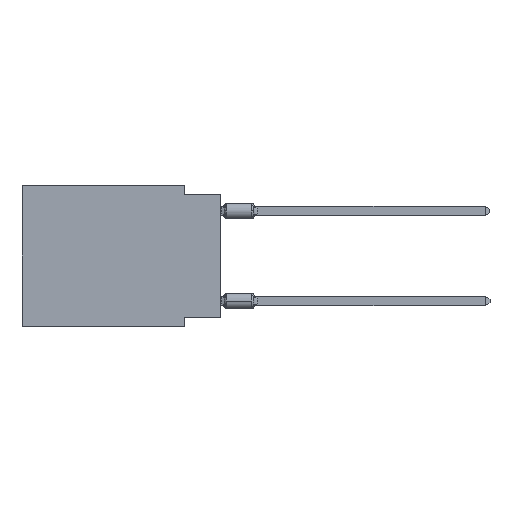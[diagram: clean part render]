
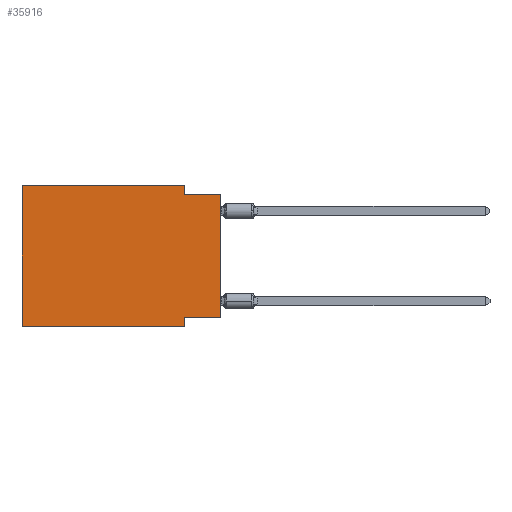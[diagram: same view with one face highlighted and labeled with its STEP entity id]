
A CAD part, left-side view. The second image highlights one B-rep face of the part: STEP entity #35916.
In plain terms, the highlighted planar face has unit normal (-1, 0, 0).
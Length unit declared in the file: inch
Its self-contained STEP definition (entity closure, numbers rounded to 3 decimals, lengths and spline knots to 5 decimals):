
#256 = VERTEX_POINT ( 'NONE', #27049 ) ;
#2122 = VECTOR ( 'NONE', #44488, 39.37008 ) ;
#2435 = ORIENTED_EDGE ( 'NONE', *, *, #17695, .T. ) ;
#2466 = EDGE_CURVE ( 'NONE', #36533, #34360, #19078, .T. ) ;
#4719 = ORIENTED_EDGE ( 'NONE', *, *, #6306, .T. ) ;
#5404 = CARTESIAN_POINT ( 'NONE',  ( 0., 0., -0.025 ) ) ;
#6236 = DIRECTION ( 'NONE',  ( 0., -1., 0. ) ) ;
#6306 = EDGE_CURVE ( 'NONE', #29113, #35029, #25235, .T. ) ;
#6340 = LINE ( 'NONE', #36135, #34548 ) ;
#8810 = CARTESIAN_POINT ( 'NONE',  ( 0., 0., -0.365 ) ) ;
#9365 = DIRECTION ( 'NONE',  ( 0., 1., 0. ) ) ;
#9679 = DIRECTION ( 'NONE',  ( 0., 0., 1. ) ) ;
#13007 = VECTOR ( 'NONE', #36604, 39.37008 ) ;
#13888 = LINE ( 'NONE', #27244, #2122 ) ;
#15025 = EDGE_CURVE ( 'NONE', #256, #35029, #23129, .T. ) ;
#17083 = ORIENTED_EDGE ( 'NONE', *, *, #44227, .F. ) ;
#17319 = AXIS2_PLACEMENT_3D ( 'NONE', #18886, #43917, #31678 ) ;
#17695 = EDGE_CURVE ( 'NONE', #39404, #34231, #42796, .T. ) ;
#18029 = CARTESIAN_POINT ( 'NONE',  ( 0., 0., 0. ) ) ;
#18262 = VECTOR ( 'NONE', #40100, 39.37008 ) ;
#18886 = CARTESIAN_POINT ( 'NONE',  ( 0., 0.55, 0. ) ) ;
#19078 = LINE ( 'NONE', #32144, #13007 ) ;
#20786 = DIRECTION ( 'NONE',  ( 0., -1., 0. ) ) ;
#21469 = EDGE_CURVE ( 'NONE', #29113, #21832, #13888, .T. ) ;
#21832 = VERTEX_POINT ( 'NONE', #22113 ) ;
#22113 = CARTESIAN_POINT ( 'NONE',  ( 0., 0.55, 0. ) ) ;
#22405 = CARTESIAN_POINT ( 'NONE',  ( 0., 0., -0.365 ) ) ;
#23129 = LINE ( 'NONE', #44812, #18262 ) ;
#24323 = ORIENTED_EDGE ( 'NONE', *, *, #48521, .F. ) ;
#25035 = VECTOR ( 'NONE', #9679, 39.37008 ) ;
#25235 = LINE ( 'NONE', #25511, #35521 ) ;
#25304 = EDGE_LOOP ( 'NONE', ( #2435, #44543, #27214, #24323, #49584, #4719, #53438, #17083 ) ) ;
#25401 = CARTESIAN_POINT ( 'NONE',  ( 0., 0.55, -0.39 ) ) ;
#25511 = CARTESIAN_POINT ( 'NONE',  ( 0., 0.55, -0.39 ) ) ;
#26659 = FACE_OUTER_BOUND ( 'NONE', #25304, .T. ) ;
#27049 = CARTESIAN_POINT ( 'NONE',  ( 0., 0.1, -0.365 ) ) ;
#27214 = ORIENTED_EDGE ( 'NONE', *, *, #2466, .F. ) ;
#27244 = CARTESIAN_POINT ( 'NONE',  ( 0., 0.55, 0. ) ) ;
#29113 = VERTEX_POINT ( 'NONE', #25401 ) ;
#31678 = DIRECTION ( 'NONE',  ( 0., 0., -1. ) ) ;
#31949 = PLANE ( 'NONE',  #17319 ) ;
#32144 = CARTESIAN_POINT ( 'NONE',  ( 0., 0.1, 0. ) ) ;
#34078 = EDGE_CURVE ( 'NONE', #34360, #34231, #43273, .T. ) ;
#34231 = VERTEX_POINT ( 'NONE', #48814 ) ;
#34360 = VERTEX_POINT ( 'NONE', #45988 ) ;
#34548 = VECTOR ( 'NONE', #20786, 39.37008 ) ;
#35029 = VERTEX_POINT ( 'NONE', #48496 ) ;
#35521 = VECTOR ( 'NONE', #46670, 39.37008 ) ;
#35916 = ADVANCED_FACE ( 'NONE', ( #26659 ), #31949, .F. ) ;
#36135 = CARTESIAN_POINT ( 'NONE',  ( 0., 0.55, 0. ) ) ;
#36533 = VERTEX_POINT ( 'NONE', #52079 ) ;
#36604 = DIRECTION ( 'NONE',  ( 0., 0., -1. ) ) ;
#38586 = LINE ( 'NONE', #8810, #45345 ) ;
#39404 = VERTEX_POINT ( 'NONE', #22405 ) ;
#39569 = VECTOR ( 'NONE', #6236, 39.37008 ) ;
#40100 = DIRECTION ( 'NONE',  ( 0., 0., -1. ) ) ;
#42796 = LINE ( 'NONE', #18029, #25035 ) ;
#43273 = LINE ( 'NONE', #5404, #39569 ) ;
#43917 = DIRECTION ( 'NONE',  ( 1., 0., 0. ) ) ;
#44227 = EDGE_CURVE ( 'NONE', #39404, #256, #38586, .T. ) ;
#44488 = DIRECTION ( 'NONE',  ( 0., 0., 1. ) ) ;
#44543 = ORIENTED_EDGE ( 'NONE', *, *, #34078, .F. ) ;
#44812 = CARTESIAN_POINT ( 'NONE',  ( 0., 0.1, -0.39 ) ) ;
#45345 = VECTOR ( 'NONE', #9365, 39.37008 ) ;
#45988 = CARTESIAN_POINT ( 'NONE',  ( 0., 0.1, -0.025 ) ) ;
#46670 = DIRECTION ( 'NONE',  ( 0., -1., 0. ) ) ;
#48496 = CARTESIAN_POINT ( 'NONE',  ( 0., 0.1, -0.39 ) ) ;
#48521 = EDGE_CURVE ( 'NONE', #21832, #36533, #6340, .T. ) ;
#48814 = CARTESIAN_POINT ( 'NONE',  ( 0., 0., -0.025 ) ) ;
#49584 = ORIENTED_EDGE ( 'NONE', *, *, #21469, .F. ) ;
#52079 = CARTESIAN_POINT ( 'NONE',  ( 0., 0.1, 0. ) ) ;
#53438 = ORIENTED_EDGE ( 'NONE', *, *, #15025, .F. ) ;
